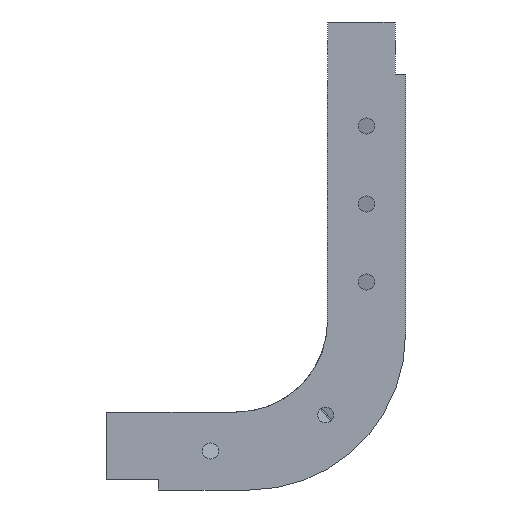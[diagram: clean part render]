
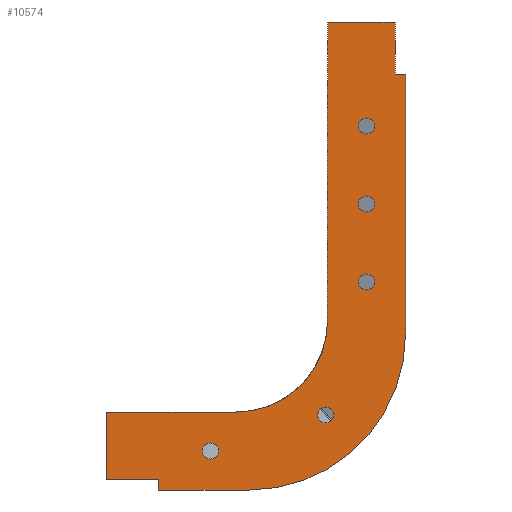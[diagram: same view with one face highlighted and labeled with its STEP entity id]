
A CAD part, front view. The second image highlights one B-rep face of the part: STEP entity #10574.
In plain terms, the highlighted planar face has unit normal (0, -1, 0).
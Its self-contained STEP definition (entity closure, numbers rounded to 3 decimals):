
#828=FACE_BOUND('',#2603,.T.);
#829=FACE_BOUND('',#2604,.T.);
#830=FACE_BOUND('',#2605,.T.);
#831=FACE_BOUND('',#2606,.T.);
#832=FACE_BOUND('',#2607,.T.);
#1267=CIRCLE('',#11767,35.);
#1268=CIRCLE('',#11768,60.);
#1269=CIRCLE('',#11769,3.1);
#1270=CIRCLE('',#11770,3.1);
#1271=CIRCLE('',#11771,3.1);
#1272=CIRCLE('',#11772,3.1);
#1273=CIRCLE('',#11773,3.05);
#1913=FACE_OUTER_BOUND('',#2602,.T.);
#2602=EDGE_LOOP('',(#9430,#9431,#9432,#9433,#9434,#9435,#9436,#9437,#9438,
#9439,#9440,#9441));
#2603=EDGE_LOOP('',(#9442));
#2604=EDGE_LOOP('',(#9443));
#2605=EDGE_LOOP('',(#9444));
#2606=EDGE_LOOP('',(#9445));
#2607=EDGE_LOOP('',(#9446));
#3399=LINE('',#21904,#4181);
#3400=LINE('',#21906,#4182);
#3401=LINE('',#21908,#4183);
#3402=LINE('',#21910,#4184);
#3403=LINE('',#21912,#4185);
#3404=LINE('',#21916,#4186);
#3405=LINE('',#21918,#4187);
#3406=LINE('',#21920,#4188);
#3407=LINE('',#21922,#4189);
#3408=LINE('',#21923,#4190);
#4181=VECTOR('',#14815,10.);
#4182=VECTOR('',#14816,10.);
#4183=VECTOR('',#14817,10.);
#4184=VECTOR('',#14818,10.);
#4185=VECTOR('',#14819,10.);
#4186=VECTOR('',#14822,10.);
#4187=VECTOR('',#14823,10.);
#4188=VECTOR('',#14824,10.);
#4189=VECTOR('',#14825,10.);
#4190=VECTOR('',#14826,10.);
#5083=VERTEX_POINT('',#21900);
#5084=VERTEX_POINT('',#21901);
#5085=VERTEX_POINT('',#21903);
#5086=VERTEX_POINT('',#21905);
#5087=VERTEX_POINT('',#21907);
#5088=VERTEX_POINT('',#21909);
#5089=VERTEX_POINT('',#21911);
#5090=VERTEX_POINT('',#21913);
#5091=VERTEX_POINT('',#21915);
#5092=VERTEX_POINT('',#21917);
#5093=VERTEX_POINT('',#21919);
#5094=VERTEX_POINT('',#21921);
#5095=VERTEX_POINT('',#21924);
#5096=VERTEX_POINT('',#21926);
#5097=VERTEX_POINT('',#21928);
#5098=VERTEX_POINT('',#21930);
#5099=VERTEX_POINT('',#21932);
#6590=EDGE_CURVE('',#5083,#5084,#1267,.T.);
#6591=EDGE_CURVE('',#5085,#5083,#3399,.T.);
#6592=EDGE_CURVE('',#5086,#5085,#3400,.T.);
#6593=EDGE_CURVE('',#5087,#5086,#3401,.T.);
#6594=EDGE_CURVE('',#5088,#5087,#3402,.T.);
#6595=EDGE_CURVE('',#5089,#5088,#3403,.T.);
#6596=EDGE_CURVE('',#5090,#5089,#1268,.T.);
#6597=EDGE_CURVE('',#5091,#5090,#3404,.T.);
#6598=EDGE_CURVE('',#5092,#5091,#3405,.T.);
#6599=EDGE_CURVE('',#5093,#5092,#3406,.T.);
#6600=EDGE_CURVE('',#5094,#5093,#3407,.T.);
#6601=EDGE_CURVE('',#5084,#5094,#3408,.T.);
#6602=EDGE_CURVE('',#5095,#5095,#1269,.T.);
#6603=EDGE_CURVE('',#5096,#5096,#1270,.T.);
#6604=EDGE_CURVE('',#5097,#5097,#1271,.T.);
#6605=EDGE_CURVE('',#5098,#5098,#1272,.T.);
#6606=EDGE_CURVE('',#5099,#5099,#1273,.T.);
#9430=ORIENTED_EDGE('',*,*,#6590,.F.);
#9431=ORIENTED_EDGE('',*,*,#6591,.F.);
#9432=ORIENTED_EDGE('',*,*,#6592,.F.);
#9433=ORIENTED_EDGE('',*,*,#6593,.F.);
#9434=ORIENTED_EDGE('',*,*,#6594,.F.);
#9435=ORIENTED_EDGE('',*,*,#6595,.F.);
#9436=ORIENTED_EDGE('',*,*,#6596,.F.);
#9437=ORIENTED_EDGE('',*,*,#6597,.F.);
#9438=ORIENTED_EDGE('',*,*,#6598,.F.);
#9439=ORIENTED_EDGE('',*,*,#6599,.F.);
#9440=ORIENTED_EDGE('',*,*,#6600,.F.);
#9441=ORIENTED_EDGE('',*,*,#6601,.F.);
#9442=ORIENTED_EDGE('',*,*,#6602,.F.);
#9443=ORIENTED_EDGE('',*,*,#6603,.F.);
#9444=ORIENTED_EDGE('',*,*,#6604,.F.);
#9445=ORIENTED_EDGE('',*,*,#6605,.F.);
#9446=ORIENTED_EDGE('',*,*,#6606,.F.);
#9928=PLANE('',#11766);
#10574=ADVANCED_FACE('',(#1913,#828,#829,#830,#831,#832),#9928,.T.);
#11766=AXIS2_PLACEMENT_3D('',#21899,#14811,#14812);
#11767=AXIS2_PLACEMENT_3D('',#21902,#14813,#14814);
#11768=AXIS2_PLACEMENT_3D('',#21914,#14820,#14821);
#11769=AXIS2_PLACEMENT_3D('',#21925,#14827,#14828);
#11770=AXIS2_PLACEMENT_3D('',#21927,#14829,#14830);
#11771=AXIS2_PLACEMENT_3D('',#21929,#14831,#14832);
#11772=AXIS2_PLACEMENT_3D('',#21931,#14833,#14834);
#11773=AXIS2_PLACEMENT_3D('',#21933,#14835,#14836);
#14811=DIRECTION('center_axis',(0.,-1.,0.));
#14812=DIRECTION('ref_axis',(0.,0.,1.));
#14813=DIRECTION('center_axis',(0.,-1.,0.));
#14814=DIRECTION('ref_axis',(0.,0.,-1.));
#14815=DIRECTION('',(1.,0.,0.));
#14816=DIRECTION('',(0.,0.,1.));
#14817=DIRECTION('',(-1.,0.,0.));
#14818=DIRECTION('',(0.,0.,1.));
#14819=DIRECTION('',(-1.,0.,0.));
#14820=DIRECTION('center_axis',(0.,1.,0.));
#14821=DIRECTION('ref_axis',(0.,0.,-1.));
#14822=DIRECTION('',(0.,0.,-1.));
#14823=DIRECTION('',(1.,0.,0.));
#14824=DIRECTION('',(0.,0.,-1.));
#14825=DIRECTION('',(1.,0.,0.));
#14826=DIRECTION('',(0.,0.,1.));
#14827=DIRECTION('center_axis',(0.,-1.,0.));
#14828=DIRECTION('ref_axis',(-1.,0.,0.));
#14829=DIRECTION('center_axis',(0.,-1.,0.));
#14830=DIRECTION('ref_axis',(-1.,0.,0.));
#14831=DIRECTION('center_axis',(0.,-1.,0.));
#14832=DIRECTION('ref_axis',(-1.,0.,0.));
#14833=DIRECTION('center_axis',(0.,-1.,0.));
#14834=DIRECTION('ref_axis',(-1.,0.,0.));
#14835=DIRECTION('center_axis',(0.,-1.,0.));
#14836=DIRECTION('ref_axis',(-1.,0.,0.));
#21899=CARTESIAN_POINT('Origin',(10.,-75.,-42.5));
#21900=CARTESIAN_POINT('',(-7.5,-75.,-60.));
#21901=CARTESIAN_POINT('',(27.5,-75.,-25.));
#21902=CARTESIAN_POINT('Origin',(-7.5,-75.,-25.));
#21903=CARTESIAN_POINT('',(-57.5,-75.,-60.));
#21904=CARTESIAN_POINT('',(27.5,-75.,-60.));
#21905=CARTESIAN_POINT('',(-57.5,-75.,-86.));
#21906=CARTESIAN_POINT('',(-57.5,-75.,-60.));
#21907=CARTESIAN_POINT('',(-37.5,-75.,-86.));
#21908=CARTESIAN_POINT('',(-18.75,-75.,-86.));
#21909=CARTESIAN_POINT('',(-37.5,-75.,-90.));
#21910=CARTESIAN_POINT('',(-37.5,-75.,-66.25));
#21911=CARTESIAN_POINT('',(-2.5,-75.,-90.));
#21912=CARTESIAN_POINT('',(-57.5,-75.,-90.));
#21913=CARTESIAN_POINT('',(57.5,-75.,-30.));
#21914=CARTESIAN_POINT('Origin',(-2.5,-75.,-30.));
#21915=CARTESIAN_POINT('',(57.5,-75.,70.));
#21916=CARTESIAN_POINT('',(57.5,-75.,-90.));
#21917=CARTESIAN_POINT('',(53.5,-75.,70.));
#21918=CARTESIAN_POINT('',(33.75,-75.,70.));
#21919=CARTESIAN_POINT('',(53.5,-75.,90.));
#21920=CARTESIAN_POINT('',(53.5,-75.,18.75));
#21921=CARTESIAN_POINT('',(27.5,-75.,90.));
#21922=CARTESIAN_POINT('',(57.5,-75.,90.));
#21923=CARTESIAN_POINT('',(27.5,-75.,90.));
#21924=CARTESIAN_POINT('',(-14.4,-75.,-75.));
#21925=CARTESIAN_POINT('Origin',(-17.5,-75.,-75.));
#21926=CARTESIAN_POINT('',(45.6,-75.,20.));
#21927=CARTESIAN_POINT('Origin',(42.5,-75.,20.));
#21928=CARTESIAN_POINT('',(45.6,-75.,-10.));
#21929=CARTESIAN_POINT('Origin',(42.5,-75.,-10.));
#21930=CARTESIAN_POINT('',(45.6,-75.,50.));
#21931=CARTESIAN_POINT('Origin',(42.5,-75.,50.));
#21932=CARTESIAN_POINT('',(29.823,-75.,-61.142));
#21933=CARTESIAN_POINT('Origin',(26.773,-75.,-61.142));
